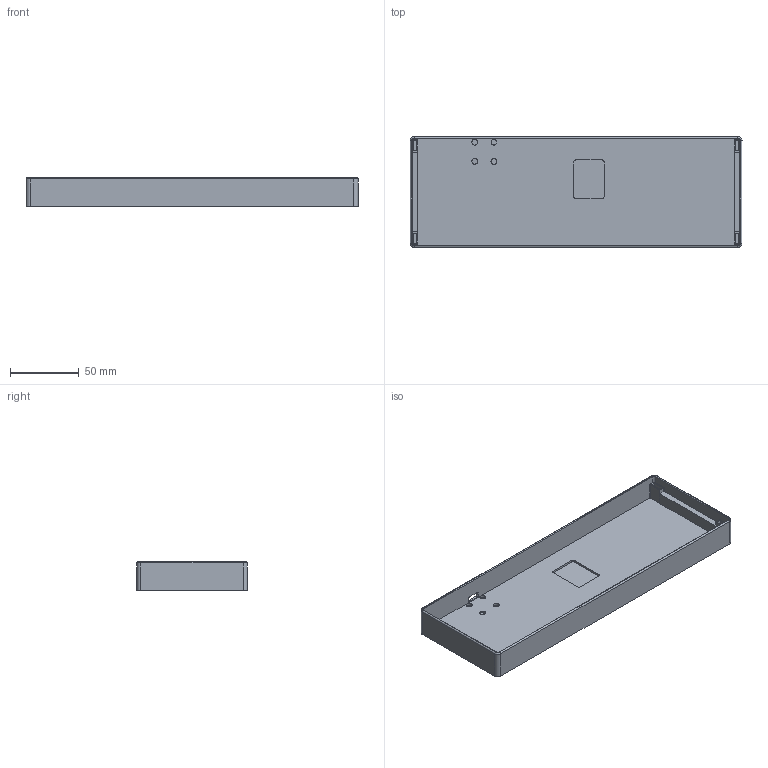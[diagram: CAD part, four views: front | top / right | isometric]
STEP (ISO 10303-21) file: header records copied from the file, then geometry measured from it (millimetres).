
FILE_DESCRIPTION(/* description */ ('KiCad electronic assembly'),/* implementation_level */ '2;1');
FILE_NAME(/* name */ 'rhyn-oc47-top_plate_3dcasev2.step',/* time_stamp */ '2025-05-23T00:35:51+09:00',/* author */ (''),/* organization */ (''),/* preprocessor_version */ 'ST-DEVELOPER v20.1',/* originating_system */ 'Autodesk Translation Framework v14.4.0.0',/* authorisation */ '');
FILE_SCHEMA (('AUTOMOTIVE_DESIGN { 1 0 10303 214 3 1 1 }'));
Length unit declared in the file: millimetre
Products named in the file (1): rhyn-oc47-top_plate_3dcase 1
Bounding box: 241.5 x 80.5 x 21 mm (x, y, z)
Volume: 79753.7 mm3; surface area: 63848.3 mm2
Topology: 1 solids, 1 shells, 185 faces, 446 edges, 276 vertices
Faces by surface type: plane 89, cylinder 76, torus 13, bspline 7
Full cylindrical faces by diameter (mm): 4.212 x1, 4.262 x1, 4.273 x1
Entity records: 5529 total; most frequent: CARTESIAN_POINT 1124, DIRECTION 936, ORIENTED_EDGE 892, EDGE_CURVE 446, AXIS2_PLACEMENT_3D 323, LINE 290, VECTOR 290, VERTEX_POINT 276
